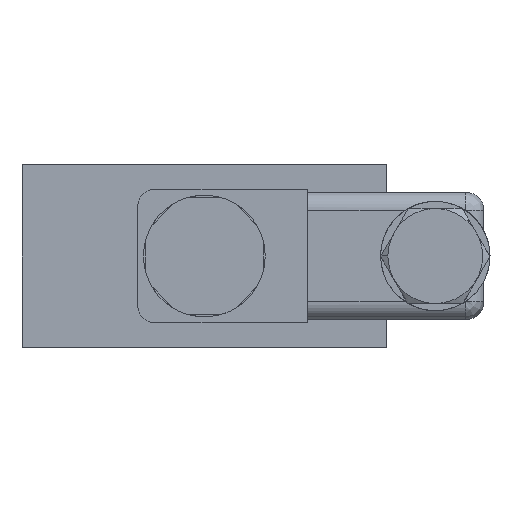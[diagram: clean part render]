
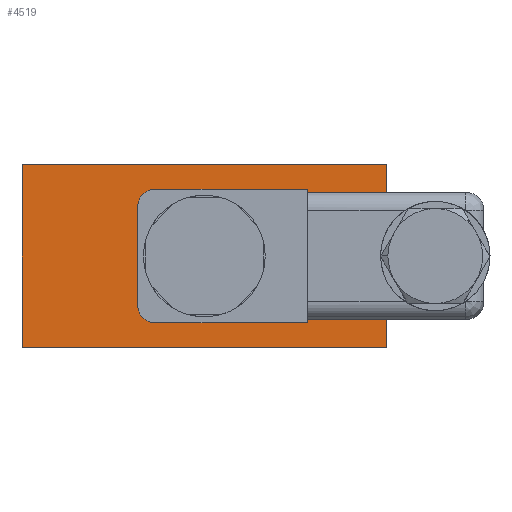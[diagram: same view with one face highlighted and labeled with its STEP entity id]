
A CAD part, left-side view. The second image highlights one B-rep face of the part: STEP entity #4519.
In plain terms, the highlighted planar face has unit normal (-1, 0, 0).
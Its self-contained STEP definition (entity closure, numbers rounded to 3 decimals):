
#175 = VERTEX_POINT ( 'NONE', #1431 ) ;
#226 = DIRECTION ( 'NONE',  ( 0., -1., 0. ) ) ;
#393 = EDGE_CURVE ( 'NONE', #175, #5930, #3945, .T. ) ;
#408 = DIRECTION ( 'NONE',  ( 0., 0., -1. ) ) ;
#412 = CARTESIAN_POINT ( 'NONE',  ( -74., 8., 26. ) ) ;
#444 = DIRECTION ( 'NONE',  ( 1., 0., 0. ) ) ;
#471 = FACE_OUTER_BOUND ( 'NONE', #3159, .T. ) ;
#491 = ORIENTED_EDGE ( 'NONE', *, *, #2370, .T. ) ;
#508 = EDGE_LOOP ( 'NONE', ( #491, #2615, #3463, #4103, #4015, #3592 ) ) ;
#584 = DIRECTION ( 'NONE',  ( 0., 0., -1. ) ) ;
#613 = CARTESIAN_POINT ( 'NONE',  ( -74., 0., 26. ) ) ;
#632 = CARTESIAN_POINT ( 'NONE',  ( -74., 11., 23. ) ) ;
#707 = DIRECTION ( 'NONE',  ( -1., 0., 0. ) ) ;
#711 = ORIENTED_EDGE ( 'NONE', *, *, #771, .T. ) ;
#771 = EDGE_CURVE ( 'NONE', #787, #2821, #4569, .T. ) ;
#787 = VERTEX_POINT ( 'NONE', #1253 ) ;
#797 = CARTESIAN_POINT ( 'NONE',  ( -74., 30., 15. ) ) ;
#816 = DIRECTION ( 'NONE',  ( 0., 0., -1. ) ) ;
#897 = VERTEX_POINT ( 'NONE', #5938 ) ;
#947 = DIRECTION ( 'NONE',  ( 0., 1., 0. ) ) ;
#957 = CARTESIAN_POINT ( 'NONE',  ( -74., -30., 15. ) ) ;
#966 = AXIS2_PLACEMENT_3D ( 'NONE', #4128, #2144, #1695 ) ;
#1071 = CARTESIAN_POINT ( 'NONE',  ( -74., -17., 15. ) ) ;
#1091 = DIRECTION ( 'NONE',  ( 0., -1., 0. ) ) ;
#1230 = ORIENTED_EDGE ( 'NONE', *, *, #1711, .T. ) ;
#1253 = CARTESIAN_POINT ( 'NONE',  ( -74., 30., 30. ) ) ;
#1266 = CIRCLE ( 'NONE', #966, 3. ) ;
#1310 = VECTOR ( 'NONE', #3621, 1000. ) ;
#1421 = LINE ( 'NONE', #6216, #1498 ) ;
#1431 = CARTESIAN_POINT ( 'NONE',  ( -74., -30., 30. ) ) ;
#1498 = VECTOR ( 'NONE', #3256, 1000. ) ;
#1617 = LINE ( 'NONE', #1071, #3488 ) ;
#1667 = EDGE_CURVE ( 'NONE', #3107, #5905, #2857, .T. ) ;
#1695 = DIRECTION ( 'NONE',  ( 0., -1., 0. ) ) ;
#1711 = EDGE_CURVE ( 'NONE', #175, #787, #4313, .T. ) ;
#2144 = DIRECTION ( 'NONE',  ( 1., 0., 0. ) ) ;
#2151 = ORIENTED_EDGE ( 'NONE', *, *, #393, .F. ) ;
#2370 = EDGE_CURVE ( 'NONE', #5536, #5912, #1266, .T. ) ;
#2451 = VERTEX_POINT ( 'NONE', #5194 ) ;
#2521 = EDGE_CURVE ( 'NONE', #2451, #5536, #1421, .T. ) ;
#2566 = CARTESIAN_POINT ( 'NONE',  ( -74., 8., 4. ) ) ;
#2615 = ORIENTED_EDGE ( 'NONE', *, *, #3517, .T. ) ;
#2653 = CARTESIAN_POINT ( 'NONE',  ( -74., 0., 0. ) ) ;
#2717 = VECTOR ( 'NONE', #1091, 1000. ) ;
#2821 = VERTEX_POINT ( 'NONE', #6517 ) ;
#2857 = LINE ( 'NONE', #4373, #5877 ) ;
#3107 = VERTEX_POINT ( 'NONE', #5323 ) ;
#3159 = EDGE_LOOP ( 'NONE', ( #1230, #711, #6072, #2151 ) ) ;
#3256 = DIRECTION ( 'NONE',  ( 0., 0., 1. ) ) ;
#3457 = FACE_BOUND ( 'NONE', #508, .T. ) ;
#3463 = ORIENTED_EDGE ( 'NONE', *, *, #5991, .T. ) ;
#3488 = VECTOR ( 'NONE', #584, 1000. ) ;
#3517 = EDGE_CURVE ( 'NONE', #5912, #897, #4007, .T. ) ;
#3592 = ORIENTED_EDGE ( 'NONE', *, *, #2521, .T. ) ;
#3621 = DIRECTION ( 'NONE',  ( 0., -1., 0. ) ) ;
#3746 = CARTESIAN_POINT ( 'NONE',  ( -74., 30., 0. ) ) ;
#3945 = LINE ( 'NONE', #957, #4494 ) ;
#3973 = CIRCLE ( 'NONE', #6493, 3. ) ;
#4007 = LINE ( 'NONE', #613, #2717 ) ;
#4014 = CARTESIAN_POINT ( 'NONE',  ( -74., -30., 0. ) ) ;
#4015 = ORIENTED_EDGE ( 'NONE', *, *, #5403, .T. ) ;
#4103 = ORIENTED_EDGE ( 'NONE', *, *, #1667, .T. ) ;
#4128 = CARTESIAN_POINT ( 'NONE',  ( -74., 8., 23. ) ) ;
#4280 = LINE ( 'NONE', #2653, #1310 ) ;
#4313 = LINE ( 'NONE', #4899, #6113 ) ;
#4373 = CARTESIAN_POINT ( 'NONE',  ( -74., 0., 4. ) ) ;
#4412 = DIRECTION ( 'NONE',  ( 0., 1., 0. ) ) ;
#4488 = VECTOR ( 'NONE', #816, 1000. ) ;
#4494 = VECTOR ( 'NONE', #408, 1000. ) ;
#4519 = ADVANCED_FACE ( 'NONE', ( #3457, #471 ), #4714, .T. ) ;
#4569 = LINE ( 'NONE', #797, #4488 ) ;
#4714 = PLANE ( 'NONE',  #5428 ) ;
#4899 = CARTESIAN_POINT ( 'NONE',  ( -74., 0., 30. ) ) ;
#5194 = CARTESIAN_POINT ( 'NONE',  ( -74., 11., 7. ) ) ;
#5323 = CARTESIAN_POINT ( 'NONE',  ( -74., -17., 4. ) ) ;
#5403 = EDGE_CURVE ( 'NONE', #5905, #2451, #3973, .T. ) ;
#5418 = DIRECTION ( 'NONE',  ( 0., 1., 0. ) ) ;
#5428 = AXIS2_PLACEMENT_3D ( 'NONE', #3746, #707, #226 ) ;
#5492 = CARTESIAN_POINT ( 'NONE',  ( -74., 8., 7. ) ) ;
#5536 = VERTEX_POINT ( 'NONE', #632 ) ;
#5877 = VECTOR ( 'NONE', #4412, 1000. ) ;
#5905 = VERTEX_POINT ( 'NONE', #2566 ) ;
#5912 = VERTEX_POINT ( 'NONE', #412 ) ;
#5930 = VERTEX_POINT ( 'NONE', #4014 ) ;
#5938 = CARTESIAN_POINT ( 'NONE',  ( -74., -17., 26. ) ) ;
#5991 = EDGE_CURVE ( 'NONE', #897, #3107, #1617, .T. ) ;
#6072 = ORIENTED_EDGE ( 'NONE', *, *, #6081, .T. ) ;
#6081 = EDGE_CURVE ( 'NONE', #2821, #5930, #4280, .T. ) ;
#6113 = VECTOR ( 'NONE', #5418, 1000. ) ;
#6216 = CARTESIAN_POINT ( 'NONE',  ( -74., 11., 15. ) ) ;
#6493 = AXIS2_PLACEMENT_3D ( 'NONE', #5492, #444, #947 ) ;
#6517 = CARTESIAN_POINT ( 'NONE',  ( -74., 30., 0. ) ) ;
